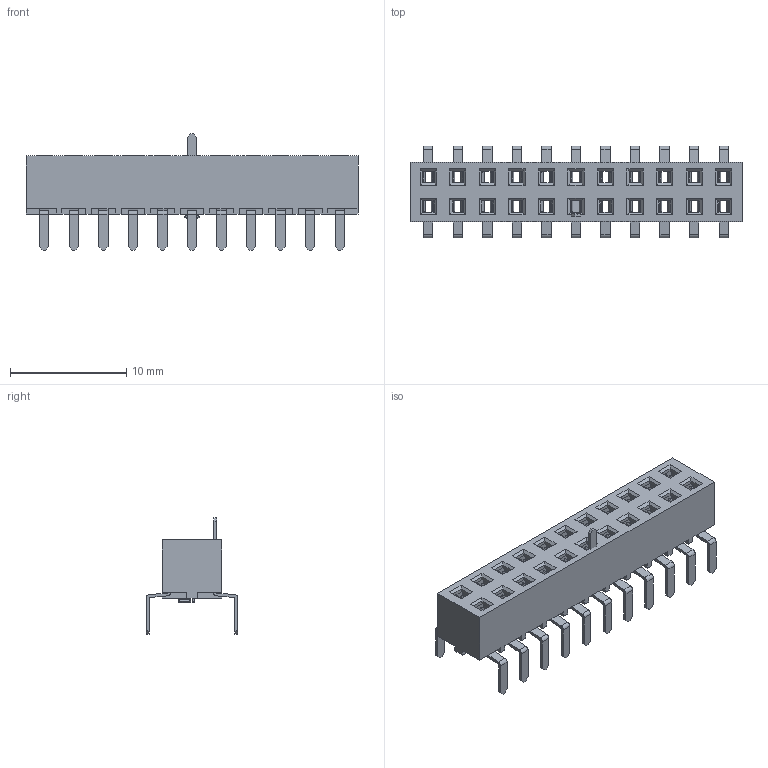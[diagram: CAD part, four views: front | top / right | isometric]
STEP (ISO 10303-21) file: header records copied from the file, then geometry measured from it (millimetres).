
FILE_DESCRIPTION( ( 'Unknown' ), '1' );
FILE_NAME( '613022216921.stp', 'Unknown', ( 'Unknown' ), ( 'Unknown' ), 'PSStep 14.0', 'Unknown', ' ' );
FILE_SCHEMA( ( 'AUTOMOTIVE_DESIGN { 1 0 10303 214 1 1 1 1 }' ) );
Length unit declared in the file: millimetre
Products named in the file (3): Assem1; 6130xx216921_PIN; 613022216921
Bounding box: 28.54 x 7.87 x 10 mm (x, y, z)
Volume: 840 mm3; surface area: 3493.1 mm2
Topology: 25 solids, 25 shells, 2330 faces, 6204 edges, 3924 vertices
Faces by surface type: plane 1594, cylinder 736
Entity records: 15188 total; most frequent: CARTESIAN_POINT 2168, ORIENTED_EDGE 2088, DIRECTION 1912, EDGE_CURVE 1044, LINE 976, VECTOR 976, VERTEX_POINT 660, AXIS2_PLACEMENT_3D 468
